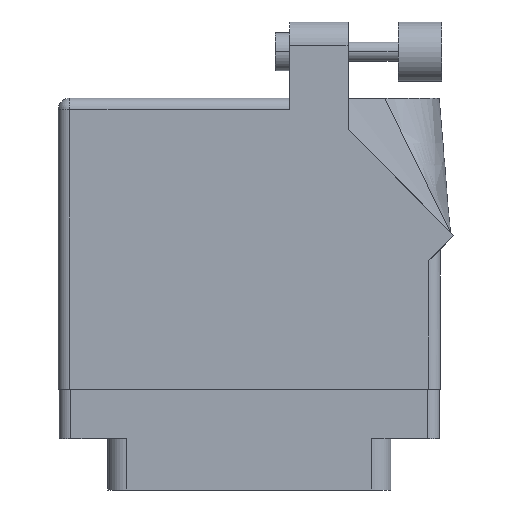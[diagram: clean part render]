
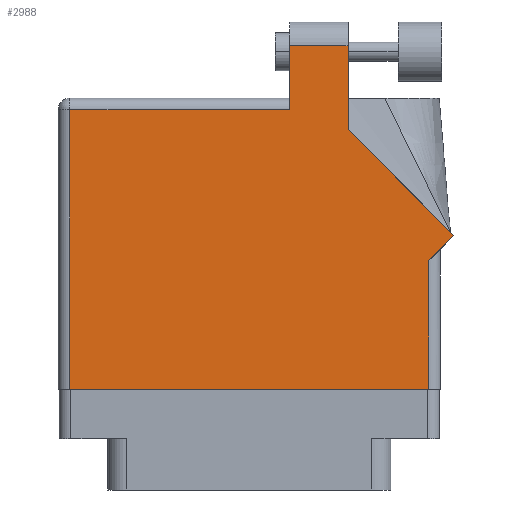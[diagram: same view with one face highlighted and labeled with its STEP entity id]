
A CAD part, front view. The second image highlights one B-rep face of the part: STEP entity #2988.
In plain terms, the highlighted face is planar.
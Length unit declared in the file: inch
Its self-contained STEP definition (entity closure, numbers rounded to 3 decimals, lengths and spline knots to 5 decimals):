
#434 = VERTEX_POINT ( 'NONE', #37725 ) ;
#1080 = ORIENTED_EDGE ( 'NONE', *, *, #2884, .T. ) ;
#1781 = DIRECTION ( 'NONE',  ( 0., 1., 0. ) ) ;
#2684 = ORIENTED_EDGE ( 'NONE', *, *, #37533, .T. ) ;
#2884 = EDGE_CURVE ( 'NONE', #30095, #25876, #9892, .T. ) ;
#2937 = CARTESIAN_POINT ( 'NONE',  ( 1.524, 1.805, 0. ) ) ;
#2988 = ADVANCED_FACE ( 'NONE', ( #15008 ), #29454, .F. ) ;
#4404 = CARTESIAN_POINT ( 'NONE',  ( 1.217, 1.805, 0. ) ) ;
#5093 = DIRECTION ( 'NONE',  ( 1., 0., 0. ) ) ;
#5156 = VECTOR ( 'NONE', #7542, 39.37008 ) ;
#6120 = EDGE_CURVE ( 'NONE', #20992, #26994, #21415, .T. ) ;
#6531 = CARTESIAN_POINT ( 'NONE',  ( 1.217, 1.53, 0. ) ) ;
#6622 = LINE ( 'NONE', #28481, #29645 ) ;
#6759 = ORIENTED_EDGE ( 'NONE', *, *, #25342, .T. ) ;
#7542 = DIRECTION ( 'NONE',  ( -0.707, 0.707, 0. ) ) ;
#7779 = VERTEX_POINT ( 'NONE', #38034 ) ;
#9567 = VECTOR ( 'NONE', #22392, 39.37008 ) ;
#9892 = LINE ( 'NONE', #34734, #5156 ) ;
#10194 = EDGE_CURVE ( 'NONE', #434, #30095, #29758, .T. ) ;
#11165 = ORIENTED_EDGE ( 'NONE', *, *, #38446, .T. ) ;
#11462 = VECTOR ( 'NONE', #26947, 39.37008 ) ;
#11759 = EDGE_CURVE ( 'NONE', #26994, #17148, #6622, .T. ) ;
#11923 = VECTOR ( 'NONE', #36193, 39.37008 ) ;
#12950 = CARTESIAN_POINT ( 'NONE',  ( 2.01, 0.737, 0. ) ) ;
#13447 = VECTOR ( 'NONE', #25304, 39.37008 ) ;
#13799 = VECTOR ( 'NONE', #15796, 39.37008 ) ;
#14111 = CARTESIAN_POINT ( 'NONE',  ( 0., 1.53, 0. ) ) ;
#14253 = LINE ( 'NONE', #18294, #11923 ) ;
#14843 = CARTESIAN_POINT ( 'NONE',  ( 1.217, 1.468, 0. ) ) ;
#15008 = FACE_OUTER_BOUND ( 'NONE', #24281, .T. ) ;
#15647 = VECTOR ( 'NONE', #1781, 39.37008 ) ;
#15796 = DIRECTION ( 'NONE',  ( 0., 1., 0. ) ) ;
#15966 = CARTESIAN_POINT ( 'NONE',  ( 0.062, 0., 0. ) ) ;
#16016 = ORIENTED_EDGE ( 'NONE', *, *, #38746, .T. ) ;
#16895 = AXIS2_PLACEMENT_3D ( 'NONE', #14111, #38184, #35654 ) ;
#17014 = CARTESIAN_POINT ( 'NONE',  ( 1.948, 0.737, 0. ) ) ;
#17148 = VERTEX_POINT ( 'NONE', #21849 ) ;
#18294 = CARTESIAN_POINT ( 'NONE',  ( 1.217, 1.805, 0. ) ) ;
#18552 = ORIENTED_EDGE ( 'NONE', *, *, #11759, .T. ) ;
#19196 = DIRECTION ( 'NONE',  ( -1., 0., 0. ) ) ;
#19821 = ORIENTED_EDGE ( 'NONE', *, *, #6120, .T. ) ;
#20992 = VERTEX_POINT ( 'NONE', #4404 ) ;
#21116 = VERTEX_POINT ( 'NONE', #2937 ) ;
#21180 = ORIENTED_EDGE ( 'NONE', *, *, #10194, .T. ) ;
#21316 = LINE ( 'NONE', #29868, #11462 ) ;
#21415 = LINE ( 'NONE', #6531, #13447 ) ;
#21507 = ORIENTED_EDGE ( 'NONE', *, *, #33287, .T. ) ;
#21849 = CARTESIAN_POINT ( 'NONE',  ( 0.062, 1.468, 0. ) ) ;
#22392 = DIRECTION ( 'NONE',  ( 0.707, 0.707, 0. ) ) ;
#23593 = LINE ( 'NONE', #17014, #15647 ) ;
#24281 = EDGE_LOOP ( 'NONE', ( #2684, #16016, #19821, #18552, #6759, #21507, #11165, #21180, #1080 ) ) ;
#24341 = VECTOR ( 'NONE', #5093, 39.37008 ) ;
#25304 = DIRECTION ( 'NONE',  ( 0., -1., 0. ) ) ;
#25342 = EDGE_CURVE ( 'NONE', #17148, #36896, #21316, .T. ) ;
#25876 = VERTEX_POINT ( 'NONE', #36852 ) ;
#26947 = DIRECTION ( 'NONE',  ( 0., -1., 0. ) ) ;
#26994 = VERTEX_POINT ( 'NONE', #14843 ) ;
#28481 = CARTESIAN_POINT ( 'NONE',  ( 0., 1.468, 0. ) ) ;
#28863 = CARTESIAN_POINT ( 'NONE',  ( 0., 0., 0. ) ) ;
#29454 = PLANE ( 'NONE',  #16895 ) ;
#29645 = VECTOR ( 'NONE', #19196, 39.37008 ) ;
#29758 = LINE ( 'NONE', #12950, #9567 ) ;
#29868 = CARTESIAN_POINT ( 'NONE',  ( 0.062, 0., 0. ) ) ;
#30095 = VERTEX_POINT ( 'NONE', #31692 ) ;
#31692 = CARTESIAN_POINT ( 'NONE',  ( 2.08071, 0.80771, 0. ) ) ;
#33287 = EDGE_CURVE ( 'NONE', #36896, #7779, #33793, .T. ) ;
#33753 = CARTESIAN_POINT ( 'NONE',  ( 1.524, 1.36442, 0. ) ) ;
#33793 = LINE ( 'NONE', #28863, #24341 ) ;
#34734 = CARTESIAN_POINT ( 'NONE',  ( 2.08071, 0.80771, 0. ) ) ;
#35654 = DIRECTION ( 'NONE',  ( -1., 0., 0. ) ) ;
#36193 = DIRECTION ( 'NONE',  ( -1., 0., 0. ) ) ;
#36391 = LINE ( 'NONE', #33753, #13799 ) ;
#36852 = CARTESIAN_POINT ( 'NONE',  ( 1.524, 1.36442, 0. ) ) ;
#36896 = VERTEX_POINT ( 'NONE', #15966 ) ;
#37533 = EDGE_CURVE ( 'NONE', #25876, #21116, #36391, .T. ) ;
#37725 = CARTESIAN_POINT ( 'NONE',  ( 1.948, 0.675, 0. ) ) ;
#38034 = CARTESIAN_POINT ( 'NONE',  ( 1.948, 0., 0. ) ) ;
#38184 = DIRECTION ( 'NONE',  ( 0., 0., -1. ) ) ;
#38446 = EDGE_CURVE ( 'NONE', #7779, #434, #23593, .T. ) ;
#38746 = EDGE_CURVE ( 'NONE', #21116, #20992, #14253, .T. ) ;
